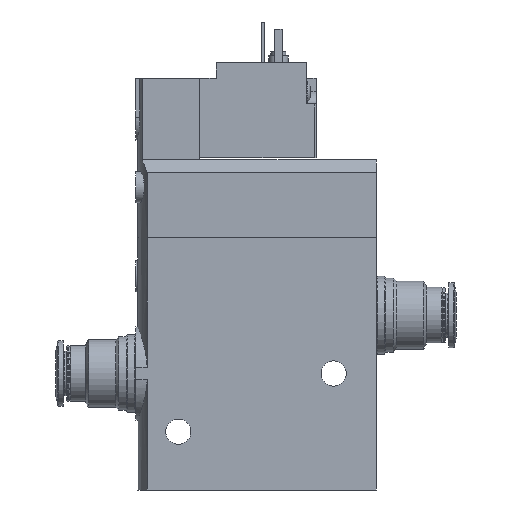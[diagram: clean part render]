
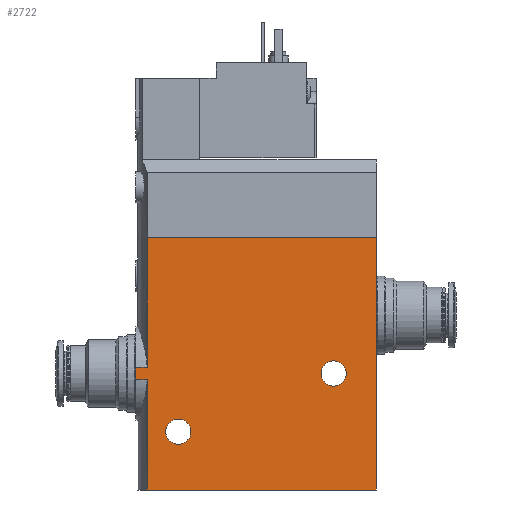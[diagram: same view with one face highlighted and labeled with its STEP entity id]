
A CAD part, left-side view. The second image highlights one B-rep face of the part: STEP entity #2722.
In plain terms, the highlighted face is planar.
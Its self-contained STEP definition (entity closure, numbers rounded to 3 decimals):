
#195=LINE('',#4444,#387);
#198=LINE('',#4453,#390);
#199=LINE('',#4467,#391);
#201=LINE('',#4486,#393);
#203=LINE('',#4491,#395);
#206=LINE('',#4515,#398);
#209=LINE('',#4528,#401);
#210=LINE('',#4529,#402);
#387=VECTOR('',#3607,1000.);
#390=VECTOR('',#3614,1000.);
#391=VECTOR('',#3617,1000.);
#393=VECTOR('',#3623,1000.);
#395=VECTOR('',#3629,1000.);
#398=VECTOR('',#3638,1000.);
#401=VECTOR('',#3653,1000.);
#402=VECTOR('',#3654,1000.);
#615=ORIENTED_EDGE('',*,*,#1359,.T.);
#616=ORIENTED_EDGE('',*,*,#1360,.T.);
#617=ORIENTED_EDGE('',*,*,#1341,.T.);
#618=ORIENTED_EDGE('',*,*,#1354,.F.);
#619=ORIENTED_EDGE('',*,*,#1361,.F.);
#620=ORIENTED_EDGE('',*,*,#1335,.T.);
#621=ORIENTED_EDGE('',*,*,#1362,.T.);
#622=ORIENTED_EDGE('',*,*,#1348,.F.);
#623=ORIENTED_EDGE('',*,*,#1339,.T.);
#624=ORIENTED_EDGE('',*,*,#1345,.T.);
#1335=EDGE_CURVE('',#1713,#1712,#195,.T.);
#1339=EDGE_CURVE('',#1717,#1716,#198,.F.);
#1341=EDGE_CURVE('',#1718,#1719,#199,.T.);
#1345=EDGE_CURVE('',#1716,#1718,#201,.T.);
#1348=EDGE_CURVE('',#1717,#1723,#203,.T.);
#1354=EDGE_CURVE('',#1727,#1719,#206,.T.);
#1359=EDGE_CURVE('',#1730,#1730,#1985,.T.);
#1360=EDGE_CURVE('',#1731,#1731,#1986,.T.);
#1361=EDGE_CURVE('',#1713,#1727,#209,.T.);
#1362=EDGE_CURVE('',#1712,#1723,#210,.T.);
#1712=VERTEX_POINT('',#4443);
#1713=VERTEX_POINT('',#4445);
#1716=VERTEX_POINT('',#4452);
#1717=VERTEX_POINT('',#4454);
#1718=VERTEX_POINT('',#4468);
#1719=VERTEX_POINT('',#4469);
#1723=VERTEX_POINT('',#4492);
#1727=VERTEX_POINT('',#4514);
#1730=VERTEX_POINT('',#4525);
#1731=VERTEX_POINT('',#4527);
#1985=CIRCLE('',#3293,3.25);
#1986=CIRCLE('',#3294,3.25);
#2119=EDGE_LOOP('',(#615));
#2120=EDGE_LOOP('',(#616));
#2121=EDGE_LOOP('',(#617,#618,#619,#620,#621,#622,#623,#624));
#2380=FACE_BOUND('',#2119,.T.);
#2381=FACE_BOUND('',#2120,.T.);
#2382=FACE_BOUND('',#2121,.T.);
#2631=PLANE('',#3292);
#2722=ADVANCED_FACE('',(#2380,#2381,#2382),#2631,.F.);
#3292=AXIS2_PLACEMENT_3D('',#4523,#3647,#3648);
#3293=AXIS2_PLACEMENT_3D('',#4524,#3649,#3650);
#3294=AXIS2_PLACEMENT_3D('',#4526,#3651,#3652);
#3607=DIRECTION('',(-1.,0.,0.));
#3614=DIRECTION('',(0.,-1.,0.));
#3617=DIRECTION('',(0.,-1.,0.));
#3623=DIRECTION('',(1.,0.,0.));
#3629=DIRECTION('',(-1.,0.,0.));
#3638=DIRECTION('',(-1.,0.,0.));
#3647=DIRECTION('',(0.,0.,1.));
#3648=DIRECTION('',(1.,0.,0.));
#3649=DIRECTION('',(0.,0.,1.));
#3650=DIRECTION('',(1.,0.,0.));
#3651=DIRECTION('',(0.,0.,1.));
#3652=DIRECTION('',(1.,0.,0.));
#3653=DIRECTION('',(0.,1.,0.));
#3654=DIRECTION('',(0.,1.,0.));
#4443=CARTESIAN_POINT('',(0.,0.,-12.));
#4444=CARTESIAN_POINT('',(65.,0.,-12.));
#4445=CARTESIAN_POINT('',(65.,0.,-12.));
#4452=CARTESIAN_POINT('',(33.448,62.,-12.));
#4453=CARTESIAN_POINT('',(33.448,0.,-12.));
#4454=CARTESIAN_POINT('',(33.448,58.995,-12.));
#4467=CARTESIAN_POINT('',(36.552,0.,-12.));
#4468=CARTESIAN_POINT('',(36.552,62.,-12.));
#4469=CARTESIAN_POINT('',(36.552,58.995,-12.));
#4486=CARTESIAN_POINT('',(35.,62.,-12.));
#4491=CARTESIAN_POINT('',(65.,58.995,-12.));
#4492=CARTESIAN_POINT('',(0.,58.995,-12.));
#4514=CARTESIAN_POINT('',(65.,58.995,-12.));
#4515=CARTESIAN_POINT('',(65.,58.995,-12.));
#4523=CARTESIAN_POINT('',(65.,0.,-12.));
#4524=CARTESIAN_POINT('',(35.,11.,-12.));
#4525=CARTESIAN_POINT('',(38.25,11.,-12.));
#4526=CARTESIAN_POINT('',(50.,51.,-12.));
#4527=CARTESIAN_POINT('',(53.25,51.,-12.));
#4528=CARTESIAN_POINT('',(65.,0.,-12.));
#4529=CARTESIAN_POINT('',(0.,0.,-12.));
